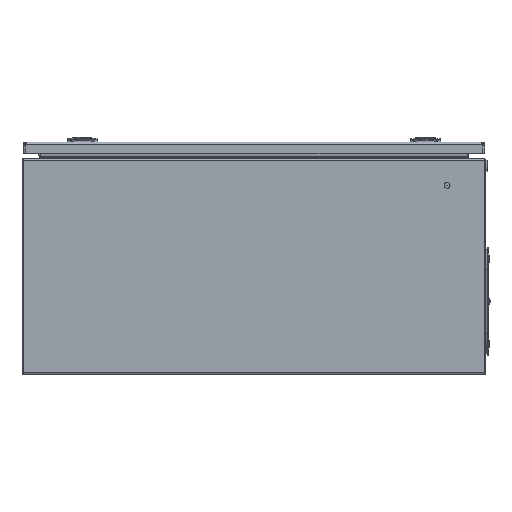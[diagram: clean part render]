
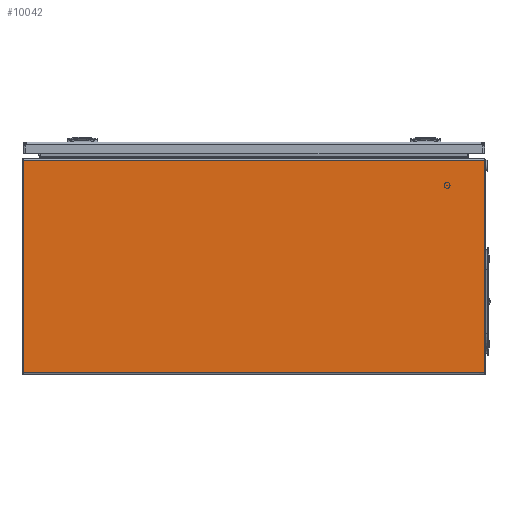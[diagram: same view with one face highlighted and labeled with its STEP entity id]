
A CAD part, left-side view. The second image highlights one B-rep face of the part: STEP entity #10042.
In plain terms, the highlighted planar face has unit normal (-1, 0, 0).
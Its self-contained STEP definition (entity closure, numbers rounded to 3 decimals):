
#9976 = VERTEX_POINT ( 'NONE', #29048 ) ;
#9979 = EDGE_CURVE ( 'NONE', #9980, #9976, #29043, .T. ) ;
#9980 = VERTEX_POINT ( 'NONE', #29038 ) ;
#9984 = EDGE_LOOP ( 'NONE', ( #10043, #10046, #10047, #10049, #10050, #10027 ) ) ;
#9993 = VERTEX_POINT ( 'NONE', #29118 ) ;
#10000 = VERTEX_POINT ( 'NONE', #29095 ) ;
#10026 = VERTEX_POINT ( 'NONE', #29156 ) ;
#10027 = ORIENTED_EDGE ( 'NONE', *, *, #10028, .T. ) ;
#10028 = EDGE_CURVE ( 'NONE', #10026, #10045, #29280, .T. ) ;
#10042 = ADVANCED_FACE ( 'NONE', ( #29232 ), #29231, .T. ) ;
#10043 = ORIENTED_EDGE ( 'NONE', *, *, #10044, .T. ) ;
#10044 = EDGE_CURVE ( 'NONE', #10045, #9993, #29347, .T. ) ;
#10045 = VERTEX_POINT ( 'NONE', #29338 ) ;
#10046 = ORIENTED_EDGE ( 'NONE', *, *, #10053, .T. ) ;
#10047 = ORIENTED_EDGE ( 'NONE', *, *, #10048, .T. ) ;
#10048 = EDGE_CURVE ( 'NONE', #10000, #9980, #29336, .T. ) ;
#10049 = ORIENTED_EDGE ( 'NONE', *, *, #9979, .T. ) ;
#10050 = ORIENTED_EDGE ( 'NONE', *, *, #10051, .T. ) ;
#10051 = EDGE_CURVE ( 'NONE', #9976, #10026, #29327, .T. ) ;
#10053 = EDGE_CURVE ( 'NONE', #9993, #10000, #29316, .T. ) ;
#29038 = CARTESIAN_POINT ( 'NONE',  ( -200., -298.499, 3. ) ) ;
#29039 = DIRECTION ( 'NONE',  ( 0., 0., 1. ) ) ;
#29040 = VECTOR ( 'NONE', #29039, 1000. ) ;
#29042 = CARTESIAN_POINT ( 'NONE',  ( -200., -298.499, 278.5 ) ) ;
#29043 = LINE ( 'NONE', #29042, #29040 ) ;
#29048 = CARTESIAN_POINT ( 'NONE',  ( -200., -298.499, 276.502 ) ) ;
#29095 = CARTESIAN_POINT ( 'NONE',  ( -200., 298.499, 3. ) ) ;
#29118 = CARTESIAN_POINT ( 'NONE',  ( -200., 298.499, 276.502 ) ) ;
#29156 = CARTESIAN_POINT ( 'NONE',  ( -200., -298.474, 277. ) ) ;
#29221 = DIRECTION ( 'NONE',  ( 0., 0., -1. ) ) ;
#29222 = DIRECTION ( 'NONE',  ( -1., 0., 0. ) ) ;
#29224 = CARTESIAN_POINT ( 'NONE',  ( -200., 3283.5, 278.5 ) ) ;
#29226 = AXIS2_PLACEMENT_3D ( 'NONE', #29224, #29222, #29221 ) ;
#29231 = PLANE ( 'NONE',  #29226 ) ;
#29232 = FACE_OUTER_BOUND ( 'NONE', #9984, .T. ) ;
#29276 = DIRECTION ( 'NONE',  ( 0., 1., 0. ) ) ;
#29277 = VECTOR ( 'NONE', #29276, 1000. ) ;
#29278 = CARTESIAN_POINT ( 'NONE',  ( -200., -3283.492, 277. ) ) ;
#29280 = LINE ( 'NONE', #29278, #29277 ) ;
#29313 = DIRECTION ( 'NONE',  ( 0., 0., -1. ) ) ;
#29314 = VECTOR ( 'NONE', #29313, 1000. ) ;
#29315 = CARTESIAN_POINT ( 'NONE',  ( -200., 298.499, 278.5 ) ) ;
#29316 = LINE ( 'NONE', #29315, #29314 ) ;
#29320 = DIRECTION ( 'NONE',  ( 0., -1., 0. ) ) ;
#29323 = DIRECTION ( 'NONE',  ( -1., 0., 0. ) ) ;
#29325 = CARTESIAN_POINT ( 'NONE',  ( -200., -293.499, 276.502 ) ) ;
#29326 = AXIS2_PLACEMENT_3D ( 'NONE', #29325, #29323, #29320 ) ;
#29327 = CIRCLE ( 'NONE', #29326, 5. ) ;
#29330 = DIRECTION ( 'NONE',  ( 0., -1., 0. ) ) ;
#29332 = VECTOR ( 'NONE', #29330, 1000. ) ;
#29335 = CARTESIAN_POINT ( 'NONE',  ( -200., 3283.5, 3. ) ) ;
#29336 = LINE ( 'NONE', #29335, #29332 ) ;
#29338 = CARTESIAN_POINT ( 'NONE',  ( -200., 298.474, 277. ) ) ;
#29340 = DIRECTION ( 'NONE',  ( 0., -1., 0. ) ) ;
#29341 = DIRECTION ( 'NONE',  ( -1., 0., 0. ) ) ;
#29343 = CARTESIAN_POINT ( 'NONE',  ( -200., 293.499, 276.502 ) ) ;
#29345 = AXIS2_PLACEMENT_3D ( 'NONE', #29343, #29341, #29340 ) ;
#29347 = CIRCLE ( 'NONE', #29345, 5. ) ;
